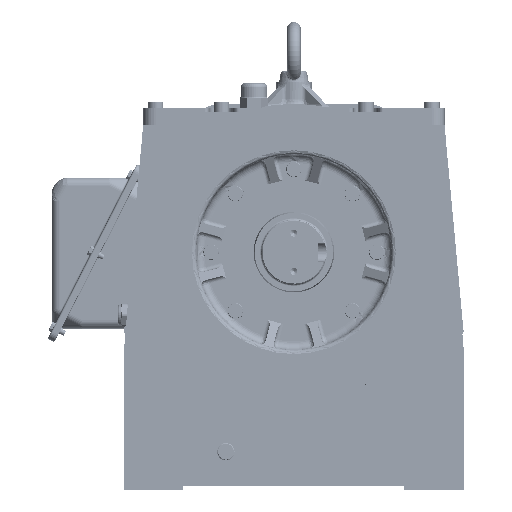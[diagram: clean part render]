
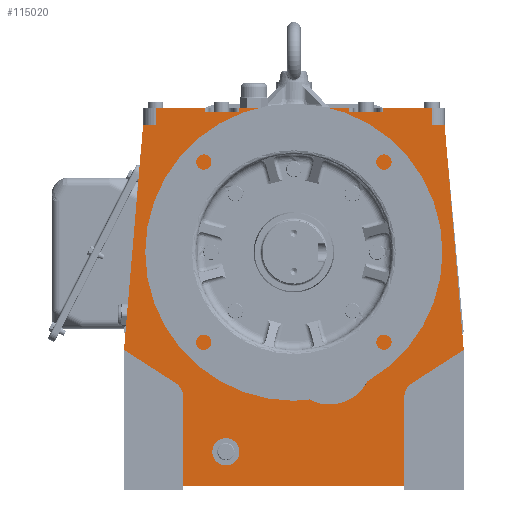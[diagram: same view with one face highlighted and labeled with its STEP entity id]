
A CAD part, left-side view. The second image highlights one B-rep face of the part: STEP entity #115020.
In plain terms, the highlighted planar face has unit normal (-1, 0, 0).
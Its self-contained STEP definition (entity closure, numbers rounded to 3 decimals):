
#12136=CIRCLE('',#157436,20.);
#12137=CIRCLE('',#157437,20.);
#12138=CIRCLE('',#157438,16.);
#12139=CIRCLE('',#157439,116.);
#12140=CIRCLE('',#157440,55.);
#12141=CIRCLE('',#157441,50.);
#39928=ORIENTED_EDGE('',*,*,#60910,.F.);
#39929=ORIENTED_EDGE('',*,*,#60911,.T.);
#39930=ORIENTED_EDGE('',*,*,#60912,.F.);
#39931=ORIENTED_EDGE('',*,*,#60913,.T.);
#39932=ORIENTED_EDGE('',*,*,#60914,.T.);
#39933=ORIENTED_EDGE('',*,*,#60915,.T.);
#39934=ORIENTED_EDGE('',*,*,#60916,.F.);
#39935=ORIENTED_EDGE('',*,*,#60917,.T.);
#39936=ORIENTED_EDGE('',*,*,#60918,.T.);
#39937=ORIENTED_EDGE('',*,*,#60919,.T.);
#39938=ORIENTED_EDGE('',*,*,#60920,.T.);
#39939=ORIENTED_EDGE('',*,*,#60921,.T.);
#39940=ORIENTED_EDGE('',*,*,#60922,.T.);
#39941=ORIENTED_EDGE('',*,*,#60923,.T.);
#39942=ORIENTED_EDGE('',*,*,#60924,.F.);
#39943=ORIENTED_EDGE('',*,*,#60925,.T.);
#39944=ORIENTED_EDGE('',*,*,#60926,.T.);
#39945=ORIENTED_EDGE('',*,*,#60927,.T.);
#39946=ORIENTED_EDGE('',*,*,#60928,.T.);
#39947=ORIENTED_EDGE('',*,*,#60929,.T.);
#39948=ORIENTED_EDGE('',*,*,#60930,.T.);
#39949=ORIENTED_EDGE('',*,*,#60931,.T.);
#39950=ORIENTED_EDGE('',*,*,#60932,.T.);
#39951=ORIENTED_EDGE('',*,*,#60933,.F.);
#39952=ORIENTED_EDGE('',*,*,#60934,.T.);
#39953=ORIENTED_EDGE('',*,*,#60935,.F.);
#39954=ORIENTED_EDGE('',*,*,#60936,.F.);
#39955=ORIENTED_EDGE('',*,*,#60937,.F.);
#39956=ORIENTED_EDGE('',*,*,#60938,.F.);
#39957=ORIENTED_EDGE('',*,*,#60939,.F.);
#39958=ORIENTED_EDGE('',*,*,#60940,.F.);
#60910=EDGE_CURVE('',#73126,#73127,#82116,.T.);
#60911=EDGE_CURVE('',#73126,#73128,#82117,.T.);
#60912=EDGE_CURVE('',#73129,#73128,#82118,.T.);
#60913=EDGE_CURVE('',#73129,#73130,#82119,.F.);
#60914=EDGE_CURVE('',#73130,#73131,#82120,.T.);
#60915=EDGE_CURVE('',#73131,#73132,#82121,.T.);
#60916=EDGE_CURVE('',#73133,#73132,#82122,.T.);
#60917=EDGE_CURVE('',#73133,#73134,#82123,.T.);
#60918=EDGE_CURVE('',#73134,#73135,#82124,.T.);
#60919=EDGE_CURVE('',#73135,#73136,#82125,.T.);
#60920=EDGE_CURVE('',#73136,#73137,#82126,.T.);
#60921=EDGE_CURVE('',#73137,#73138,#82127,.T.);
#60922=EDGE_CURVE('',#73138,#73139,#12136,.F.);
#60923=EDGE_CURVE('',#73139,#73140,#82128,.T.);
#60924=EDGE_CURVE('',#73141,#73140,#82129,.T.);
#60925=EDGE_CURVE('',#73141,#73142,#82130,.T.);
#60926=EDGE_CURVE('',#73142,#73143,#82131,.T.);
#60927=EDGE_CURVE('',#73143,#73144,#82132,.T.);
#60928=EDGE_CURVE('',#73144,#73145,#12137,.F.);
#60929=EDGE_CURVE('',#73145,#73146,#82133,.T.);
#60930=EDGE_CURVE('',#73146,#73147,#82134,.T.);
#60931=EDGE_CURVE('',#73147,#73148,#82135,.T.);
#60932=EDGE_CURVE('',#73148,#73149,#82136,.F.);
#60933=EDGE_CURVE('',#73150,#73149,#82137,.T.);
#60934=EDGE_CURVE('',#73150,#73127,#82138,.F.);
#60935=EDGE_CURVE('',#73151,#73151,#12138,.T.);
#60936=EDGE_CURVE('',#73152,#73153,#82139,.T.);
#60937=EDGE_CURVE('',#73154,#73152,#12139,.T.);
#60938=EDGE_CURVE('',#73155,#73154,#82140,.T.);
#60939=EDGE_CURVE('',#73153,#73155,#12140,.T.);
#60940=EDGE_CURVE('',#73156,#73156,#12141,.T.);
#73126=VERTEX_POINT('',#239698);
#73127=VERTEX_POINT('',#239699);
#73128=VERTEX_POINT('',#239701);
#73129=VERTEX_POINT('',#239703);
#73130=VERTEX_POINT('',#239705);
#73131=VERTEX_POINT('',#239707);
#73132=VERTEX_POINT('',#239709);
#73133=VERTEX_POINT('',#239711);
#73134=VERTEX_POINT('',#239713);
#73135=VERTEX_POINT('',#239715);
#73136=VERTEX_POINT('',#239717);
#73137=VERTEX_POINT('',#239719);
#73138=VERTEX_POINT('',#239721);
#73139=VERTEX_POINT('',#239723);
#73140=VERTEX_POINT('',#239725);
#73141=VERTEX_POINT('',#239727);
#73142=VERTEX_POINT('',#239729);
#73143=VERTEX_POINT('',#239731);
#73144=VERTEX_POINT('',#239733);
#73145=VERTEX_POINT('',#239735);
#73146=VERTEX_POINT('',#239737);
#73147=VERTEX_POINT('',#239739);
#73148=VERTEX_POINT('',#239741);
#73149=VERTEX_POINT('',#239743);
#73150=VERTEX_POINT('',#239745);
#73151=VERTEX_POINT('',#239748);
#73152=VERTEX_POINT('',#239750);
#73153=VERTEX_POINT('',#239751);
#73154=VERTEX_POINT('',#239753);
#73155=VERTEX_POINT('',#239755);
#73156=VERTEX_POINT('',#239758);
#82116=LINE('',#239697,#90110);
#82117=LINE('',#239700,#90111);
#82118=LINE('',#239702,#90112);
#82119=LINE('',#239704,#90113);
#82120=LINE('',#239706,#90114);
#82121=LINE('',#239708,#90115);
#82122=LINE('',#239710,#90116);
#82123=LINE('',#239712,#90117);
#82124=LINE('',#239714,#90118);
#82125=LINE('',#239716,#90119);
#82126=LINE('',#239718,#90120);
#82127=LINE('',#239720,#90121);
#82128=LINE('',#239724,#90122);
#82129=LINE('',#239726,#90123);
#82130=LINE('',#239728,#90124);
#82131=LINE('',#239730,#90125);
#82132=LINE('',#239732,#90126);
#82133=LINE('',#239736,#90127);
#82134=LINE('',#239738,#90128);
#82135=LINE('',#239740,#90129);
#82136=LINE('',#239742,#90130);
#82137=LINE('',#239744,#90131);
#82138=LINE('',#239746,#90132);
#82139=LINE('',#239749,#90133);
#82140=LINE('',#239754,#90134);
#90110=VECTOR('',#184771,1000.);
#90111=VECTOR('',#184772,1000.);
#90112=VECTOR('',#184773,1000.);
#90113=VECTOR('',#184774,1000.);
#90114=VECTOR('',#184775,1000.);
#90115=VECTOR('',#184776,1000.);
#90116=VECTOR('',#184777,1000.);
#90117=VECTOR('',#184778,1000.);
#90118=VECTOR('',#184779,1000.);
#90119=VECTOR('',#184780,1000.);
#90120=VECTOR('',#184781,1000.);
#90121=VECTOR('',#184782,1000.);
#90122=VECTOR('',#184785,1000.);
#90123=VECTOR('',#184786,1000.);
#90124=VECTOR('',#184787,1000.);
#90125=VECTOR('',#184788,1000.);
#90126=VECTOR('',#184789,1000.);
#90127=VECTOR('',#184792,1000.);
#90128=VECTOR('',#184793,1000.);
#90129=VECTOR('',#184794,1000.);
#90130=VECTOR('',#184795,1000.);
#90131=VECTOR('',#184796,1000.);
#90132=VECTOR('',#184797,1000.);
#90133=VECTOR('',#184800,1000.);
#90134=VECTOR('',#184803,1000.);
#97198=EDGE_LOOP('',(#39928,#39929,#39930,#39931,#39932,#39933,#39934,#39935,
#39936,#39937,#39938,#39939,#39940,#39941,#39942,#39943,#39944,#39945,#39946,
#39947,#39948,#39949,#39950,#39951,#39952));
#97199=EDGE_LOOP('',(#39953));
#97200=EDGE_LOOP('',(#39954,#39955,#39956,#39957));
#97201=EDGE_LOOP('',(#39958));
#105222=FACE_BOUND('',#97198,.T.);
#105223=FACE_BOUND('',#97199,.T.);
#105224=FACE_BOUND('',#97200,.T.);
#105225=FACE_BOUND('',#97201,.T.);
#109402=PLANE('',#157435);
#115020=ADVANCED_FACE('',(#105222,#105223,#105224,#105225),#109402,.F.);
#157435=AXIS2_PLACEMENT_3D('',#239696,#184769,#184770);
#157436=AXIS2_PLACEMENT_3D('',#239722,#184783,#184784);
#157437=AXIS2_PLACEMENT_3D('',#239734,#184790,#184791);
#157438=AXIS2_PLACEMENT_3D('',#239747,#184798,#184799);
#157439=AXIS2_PLACEMENT_3D('',#239752,#184801,#184802);
#157440=AXIS2_PLACEMENT_3D('',#239756,#184804,#184805);
#157441=AXIS2_PLACEMENT_3D('',#239757,#184806,#184807);
#184769=DIRECTION('',(1.,0.,0.));
#184770=DIRECTION('',(0.,1.,0.));
#184771=DIRECTION('',(0.,-1.,0.));
#184772=DIRECTION('',(0.,0.,1.));
#184773=DIRECTION('',(0.,-1.,0.));
#184774=DIRECTION('',(0.,0.,1.));
#184775=DIRECTION('',(0.,1.,0.));
#184776=DIRECTION('',(0.,0.,1.));
#184777=DIRECTION('',(0.,-1.,0.));
#184778=DIRECTION('',(0.,0.,-1.));
#184779=DIRECTION('',(0.,1.,0.));
#184780=DIRECTION('',(0.,0.085,-0.996));
#184781=DIRECTION('',(0.,0.,-1.));
#184782=DIRECTION('',(0.,-0.841,-0.541));
#184783=DIRECTION('',(-1.,0.,0.));
#184784=DIRECTION('',(0.,0.,1.));
#184785=DIRECTION('',(0.,0.,-1.));
#184786=DIRECTION('',(0.,0.,1.));
#184787=DIRECTION('',(0.,-1.,0.));
#184788=DIRECTION('',(0.,0.,1.));
#184789=DIRECTION('',(0.,0.,1.));
#184790=DIRECTION('',(-1.,0.,0.));
#184791=DIRECTION('',(0.,0.,1.));
#184792=DIRECTION('',(0.,-0.841,0.541));
#184793=DIRECTION('',(0.,0.085,0.996));
#184794=DIRECTION('',(0.,1.,0.));
#184795=DIRECTION('',(0.,0.,-1.));
#184796=DIRECTION('',(0.,-1.,0.));
#184797=DIRECTION('',(0.,0.,1.));
#184798=DIRECTION('',(-1.,0.,0.));
#184799=DIRECTION('',(0.,-1.,0.));
#184800=DIRECTION('',(0.,-1.,0.));
#184801=DIRECTION('',(-1.,0.,0.));
#184802=DIRECTION('',(0.,0.,1.));
#184803=DIRECTION('',(0.,-1.,0.));
#184804=DIRECTION('',(1.,0.,0.));
#184805=DIRECTION('',(0.,-1.,0.));
#184806=DIRECTION('',(-1.,0.,0.));
#184807=DIRECTION('',(0.,0.,1.));
#239696=CARTESIAN_POINT('',(43.,177.5,170.));
#239697=CARTESIAN_POINT('',(43.,-100.,165.));
#239698=CARTESIAN_POINT('',(43.,-65.,165.));
#239699=CARTESIAN_POINT('',(43.,-105.,165.));
#239700=CARTESIAN_POINT('',(43.,-65.,170.));
#239701=CARTESIAN_POINT('',(43.,-65.,170.));
#239702=CARTESIAN_POINT('',(43.,177.5,170.));
#239703=CARTESIAN_POINT('',(43.,65.,170.));
#239704=CARTESIAN_POINT('',(43.,65.,165.));
#239705=CARTESIAN_POINT('',(43.,65.,165.));
#239706=CARTESIAN_POINT('',(43.,100.,165.));
#239707=CARTESIAN_POINT('',(43.,105.,165.));
#239708=CARTESIAN_POINT('',(43.,105.,170.));
#239709=CARTESIAN_POINT('',(43.,105.,170.));
#239710=CARTESIAN_POINT('',(43.,177.5,170.));
#239711=CARTESIAN_POINT('',(43.,162.5,170.));
#239712=CARTESIAN_POINT('',(43.,162.5,170.));
#239713=CARTESIAN_POINT('',(43.,162.5,150.));
#239714=CARTESIAN_POINT('',(43.,-177.5,150.));
#239715=CARTESIAN_POINT('',(43.,177.5,150.));
#239716=CARTESIAN_POINT('',(43.,200.,-114.997));
#239717=CARTESIAN_POINT('',(43.,200.,-114.997));
#239718=CARTESIAN_POINT('',(43.,200.,-280.));
#239719=CARTESIAN_POINT('',(43.,200.,-115.));
#239720=CARTESIAN_POINT('',(43.,200.,-115.));
#239721=CARTESIAN_POINT('',(43.,139.185,-154.095));
#239722=CARTESIAN_POINT('',(43.,150.,-170.919));
#239723=CARTESIAN_POINT('',(43.,130.,-170.919));
#239724=CARTESIAN_POINT('',(43.,130.,-160.));
#239725=CARTESIAN_POINT('',(43.,130.,-225.));
#239726=CARTESIAN_POINT('',(43.,130.,0.));
#239727=CARTESIAN_POINT('',(43.,130.,-275.));
#239728=CARTESIAN_POINT('',(43.,-130.,-275.));
#239729=CARTESIAN_POINT('',(43.,-130.,-275.));
#239730=CARTESIAN_POINT('',(43.,-130.,-275.));
#239731=CARTESIAN_POINT('',(43.,-130.,-225.));
#239732=CARTESIAN_POINT('',(43.,-130.,-275.));
#239733=CARTESIAN_POINT('',(43.,-130.,-170.919));
#239734=CARTESIAN_POINT('',(43.,-150.,-170.919));
#239735=CARTESIAN_POINT('',(43.,-139.185,-154.095));
#239736=CARTESIAN_POINT('',(43.,-130.,-160.));
#239737=CARTESIAN_POINT('',(43.,-200.,-115.));
#239738=CARTESIAN_POINT('',(43.,-177.5,150.));
#239739=CARTESIAN_POINT('',(43.,-177.5,150.));
#239740=CARTESIAN_POINT('',(43.,-177.5,150.));
#239741=CARTESIAN_POINT('',(43.,-162.5,150.));
#239742=CARTESIAN_POINT('',(43.,-162.5,170.));
#239743=CARTESIAN_POINT('',(43.,-162.5,170.));
#239744=CARTESIAN_POINT('',(43.,177.5,170.));
#239745=CARTESIAN_POINT('',(43.,-105.,170.));
#239746=CARTESIAN_POINT('',(43.,-105.,170.));
#239747=CARTESIAN_POINT('',(43.,80.,-235.));
#239748=CARTESIAN_POINT('',(43.,64.,-235.));
#239749=CARTESIAN_POINT('',(43.,78.937,-85.));
#239750=CARTESIAN_POINT('',(43.,78.937,-85.));
#239751=CARTESIAN_POINT('',(43.,-9.436,-85.));
#239752=CARTESIAN_POINT('',(43.,0.,0.));
#239753=CARTESIAN_POINT('',(43.,-78.937,-85.));
#239754=CARTESIAN_POINT('',(43.,-74.424,-85.));
#239755=CARTESIAN_POINT('',(43.,-74.424,-85.));
#239756=CARTESIAN_POINT('',(43.,-41.93,-129.375));
#239757=CARTESIAN_POINT('',(43.,-41.93,-129.375));
#239758=CARTESIAN_POINT('',(43.,-41.93,-79.375));
